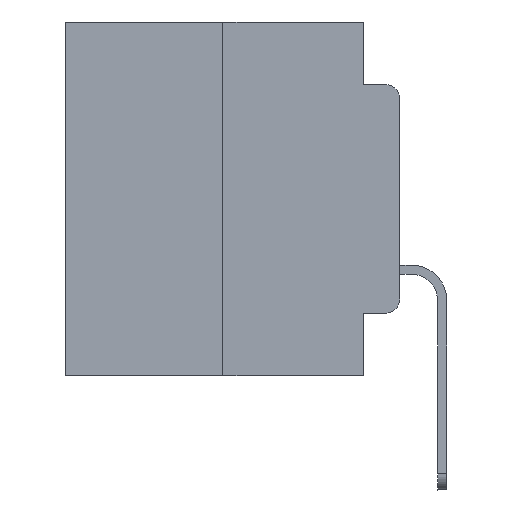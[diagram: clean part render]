
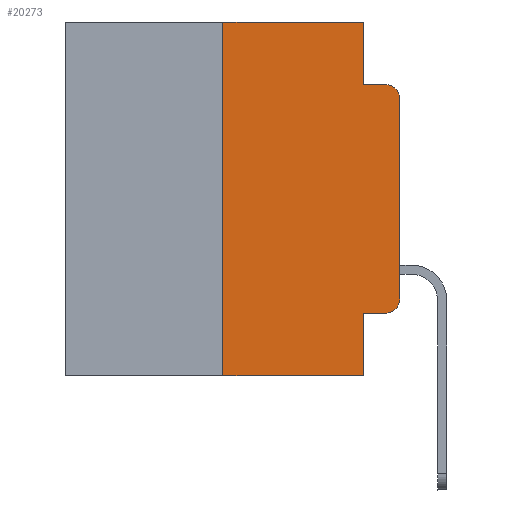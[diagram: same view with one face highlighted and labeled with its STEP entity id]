
A CAD part, left-side view. The second image highlights one B-rep face of the part: STEP entity #20273.
In plain terms, the highlighted planar face has unit normal (-1, 0, 0).
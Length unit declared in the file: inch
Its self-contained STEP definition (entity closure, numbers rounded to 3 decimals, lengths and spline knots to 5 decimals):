
#256 = ORIENTED_EDGE ( 'NONE', *, *, #23715, .F. ) ;
#476 = CARTESIAN_POINT ( 'NONE',  ( 0., 0.25, 0. ) ) ;
#554 = EDGE_CURVE ( 'NONE', #21316, #21625, #3156, .T. ) ;
#697 = CARTESIAN_POINT ( 'NONE',  ( 0., 0., -0.1085 ) ) ;
#1454 = VERTEX_POINT ( 'NONE', #476 ) ;
#2128 = DIRECTION ( 'NONE',  ( -1., 0., 0. ) ) ;
#2638 = CARTESIAN_POINT ( 'NONE',  ( 0., 0.051, -0.4115 ) ) ;
#2742 = ORIENTED_EDGE ( 'NONE', *, *, #19684, .T. ) ;
#2757 = CARTESIAN_POINT ( 'NONE',  ( 0., 0.02, -0.1085 ) ) ;
#2762 = CIRCLE ( 'NONE', #4012, 0.02 ) ;
#3156 = LINE ( 'NONE', #2638, #3265 ) ;
#3265 = VECTOR ( 'NONE', #20772, 39.37008 ) ;
#3909 = CIRCLE ( 'NONE', #7238, 0.02 ) ;
#4012 = AXIS2_PLACEMENT_3D ( 'NONE', #2757, #14893, #11101 ) ;
#4886 = VERTEX_POINT ( 'NONE', #697 ) ;
#4925 = LINE ( 'NONE', #21227, #8823 ) ;
#5429 = EDGE_CURVE ( 'NONE', #4886, #5582, #2762, .T. ) ;
#5582 = VERTEX_POINT ( 'NONE', #17366 ) ;
#5606 = VECTOR ( 'NONE', #12249, 39.37008 ) ;
#5834 = VERTEX_POINT ( 'NONE', #10940 ) ;
#6177 = DIRECTION ( 'NONE',  ( 0., 0., -1. ) ) ;
#6328 = ORIENTED_EDGE ( 'NONE', *, *, #25636, .F. ) ;
#7238 = AXIS2_PLACEMENT_3D ( 'NONE', #9966, #2128, #8007 ) ;
#7401 = ORIENTED_EDGE ( 'NONE', *, *, #554, .T. ) ;
#7492 = VECTOR ( 'NONE', #13566, 39.37008 ) ;
#7833 = DIRECTION ( 'NONE',  ( 0., -1., 0. ) ) ;
#8007 = DIRECTION ( 'NONE',  ( 0., 0., -1. ) ) ;
#8072 = VECTOR ( 'NONE', #24691, 39.37008 ) ;
#8402 = EDGE_CURVE ( 'NONE', #1454, #11283, #21640, .T. ) ;
#8557 = VECTOR ( 'NONE', #12692, 39.37008 ) ;
#8823 = VECTOR ( 'NONE', #17063, 39.37008 ) ;
#9730 = ORIENTED_EDGE ( 'NONE', *, *, #22853, .F. ) ;
#9966 = CARTESIAN_POINT ( 'NONE',  ( 0., 0.02, -0.3915 ) ) ;
#10253 = VERTEX_POINT ( 'NONE', #25705 ) ;
#10755 = EDGE_LOOP ( 'NONE', ( #25692, #19734, #9730, #256, #11510, #17707, #2742, #6328, #7401, #21990 ) ) ;
#10940 = CARTESIAN_POINT ( 'NONE',  ( 0., 0.051, -0.5 ) ) ;
#11101 = DIRECTION ( 'NONE',  ( 0., 0., -1. ) ) ;
#11264 = CARTESIAN_POINT ( 'NONE',  ( 0., 0.051, -0.4115 ) ) ;
#11283 = VERTEX_POINT ( 'NONE', #22528 ) ;
#11468 = CARTESIAN_POINT ( 'NONE',  ( 0., 0.473, 0. ) ) ;
#11510 = ORIENTED_EDGE ( 'NONE', *, *, #8402, .F. ) ;
#12249 = DIRECTION ( 'NONE',  ( 0., 0., -1. ) ) ;
#12692 = DIRECTION ( 'NONE',  ( 0., 0., -1. ) ) ;
#13566 = DIRECTION ( 'NONE',  ( 0., -1., 0. ) ) ;
#14080 = CARTESIAN_POINT ( 'NONE',  ( 0., 0.051, 0. ) ) ;
#14351 = VECTOR ( 'NONE', #7833, 39.37008 ) ;
#14561 = CARTESIAN_POINT ( 'NONE',  ( 0., 0.051, -0.0885 ) ) ;
#14656 = PLANE ( 'NONE',  #21741 ) ;
#14893 = DIRECTION ( 'NONE',  ( -1., 0., 0. ) ) ;
#16229 = CARTESIAN_POINT ( 'NONE',  ( 0., 0.473, 0. ) ) ;
#16976 = CARTESIAN_POINT ( 'NONE',  ( 0., 0.25, -0.5 ) ) ;
#17059 = LINE ( 'NONE', #25030, #18374 ) ;
#17063 = DIRECTION ( 'NONE',  ( 0., 0., 1. ) ) ;
#17366 = CARTESIAN_POINT ( 'NONE',  ( 0., 0.02, -0.0885 ) ) ;
#17707 = ORIENTED_EDGE ( 'NONE', *, *, #20816, .F. ) ;
#18072 = FACE_OUTER_BOUND ( 'NONE', #10755, .T. ) ;
#18374 = VECTOR ( 'NONE', #25814, 39.37008 ) ;
#19684 = EDGE_CURVE ( 'NONE', #25414, #5834, #17059, .T. ) ;
#19734 = ORIENTED_EDGE ( 'NONE', *, *, #5429, .T. ) ;
#19840 = LINE ( 'NONE', #14080, #5606 ) ;
#19859 = CARTESIAN_POINT ( 'NONE',  ( 0., 0.051, -0.0885 ) ) ;
#20273 = ADVANCED_FACE ( 'NONE', ( #18072 ), #14656, .F. ) ;
#20772 = DIRECTION ( 'NONE',  ( 0., -1., 0. ) ) ;
#20816 = EDGE_CURVE ( 'NONE', #25414, #1454, #4925, .T. ) ;
#21210 = VERTEX_POINT ( 'NONE', #14561 ) ;
#21227 = CARTESIAN_POINT ( 'NONE',  ( 0., 0.25, 0. ) ) ;
#21316 = VERTEX_POINT ( 'NONE', #11264 ) ;
#21625 = VERTEX_POINT ( 'NONE', #24980 ) ;
#21640 = LINE ( 'NONE', #11468, #7492 ) ;
#21741 = AXIS2_PLACEMENT_3D ( 'NONE', #16229, #24074, #6177 ) ;
#21990 = ORIENTED_EDGE ( 'NONE', *, *, #22658, .T. ) ;
#22459 = LINE ( 'NONE', #25069, #8072 ) ;
#22528 = CARTESIAN_POINT ( 'NONE',  ( 0., 0.051, 0. ) ) ;
#22658 = EDGE_CURVE ( 'NONE', #21625, #10253, #3909, .T. ) ;
#22853 = EDGE_CURVE ( 'NONE', #21210, #5582, #25753, .T. ) ;
#22867 = LINE ( 'NONE', #24969, #8557 ) ;
#23715 = EDGE_CURVE ( 'NONE', #11283, #21210, #22867, .T. ) ;
#24074 = DIRECTION ( 'NONE',  ( 1., 0., 0. ) ) ;
#24691 = DIRECTION ( 'NONE',  ( 0., 0., 1. ) ) ;
#24969 = CARTESIAN_POINT ( 'NONE',  ( 0., 0.051, 0. ) ) ;
#24980 = CARTESIAN_POINT ( 'NONE',  ( 0., 0.02, -0.4115 ) ) ;
#25030 = CARTESIAN_POINT ( 'NONE',  ( 0., 0.473, -0.5 ) ) ;
#25069 = CARTESIAN_POINT ( 'NONE',  ( 0., 0., 0. ) ) ;
#25402 = EDGE_CURVE ( 'NONE', #10253, #4886, #22459, .T. ) ;
#25414 = VERTEX_POINT ( 'NONE', #16976 ) ;
#25636 = EDGE_CURVE ( 'NONE', #21316, #5834, #19840, .T. ) ;
#25692 = ORIENTED_EDGE ( 'NONE', *, *, #25402, .T. ) ;
#25705 = CARTESIAN_POINT ( 'NONE',  ( 0., 0., -0.3915 ) ) ;
#25753 = LINE ( 'NONE', #19859, #14351 ) ;
#25814 = DIRECTION ( 'NONE',  ( 0., -1., 0. ) ) ;
